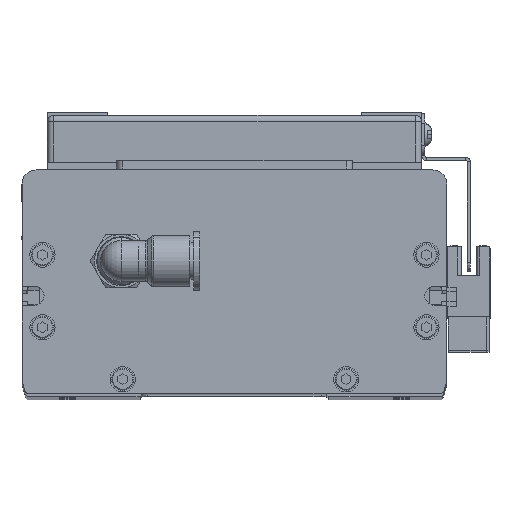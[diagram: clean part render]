
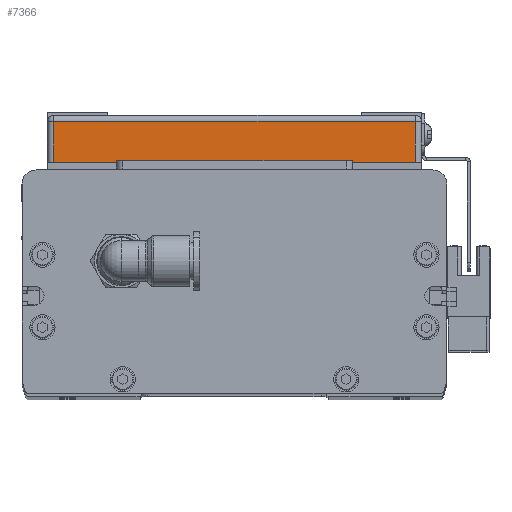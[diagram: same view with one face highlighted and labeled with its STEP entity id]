
A CAD part, top view. The second image highlights one B-rep face of the part: STEP entity #7366.
In plain terms, the highlighted face is planar.
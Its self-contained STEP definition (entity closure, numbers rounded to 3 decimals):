
#1398 = ORIENTED_EDGE ( 'NONE', *, *, #10269, .T. ) ;
#1438 = VECTOR ( 'NONE', #29194, 1000. ) ;
#1800 = CARTESIAN_POINT ( 'NONE',  ( 57.5, -95., 16. ) ) ;
#2064 = CARTESIAN_POINT ( 'NONE',  ( 59.5, -95., 3. ) ) ;
#2360 = LINE ( 'NONE', #7275, #15960 ) ;
#3141 = VECTOR ( 'NONE', #5417, 1000. ) ;
#3208 = EDGE_LOOP ( 'NONE', ( #1398, #22157, #11880, #20001 ) ) ;
#5417 = DIRECTION ( 'NONE',  ( 0., 0., -1. ) ) ;
#7275 = CARTESIAN_POINT ( 'NONE',  ( -59.5, -95., 16. ) ) ;
#7366 = ADVANCED_FACE ( 'NONE', ( #24041 ), #19221, .F. ) ;
#7662 = EDGE_CURVE ( 'NONE', #7686, #27617, #13806, .T. ) ;
#7686 = VERTEX_POINT ( 'NONE', #16204 ) ;
#8064 = CARTESIAN_POINT ( 'NONE',  ( 57.5, -95., 19. ) ) ;
#8494 = LINE ( 'NONE', #10834, #3141 ) ;
#8827 = CARTESIAN_POINT ( 'NONE',  ( -59.5, -95., 19. ) ) ;
#10269 = EDGE_CURVE ( 'NONE', #31539, #28863, #8494, .T. ) ;
#10834 = CARTESIAN_POINT ( 'NONE',  ( -57.5, -95., 19. ) ) ;
#11880 = ORIENTED_EDGE ( 'NONE', *, *, #7662, .T. ) ;
#13806 = LINE ( 'NONE', #8064, #1438 ) ;
#15124 = EDGE_CURVE ( 'NONE', #27617, #31539, #2360, .T. ) ;
#15492 = DIRECTION ( 'NONE',  ( -1., 0., 0. ) ) ;
#15960 = VECTOR ( 'NONE', #15492, 1000. ) ;
#16204 = CARTESIAN_POINT ( 'NONE',  ( 57.5, -95., 3. ) ) ;
#16378 = LINE ( 'NONE', #2064, #22902 ) ;
#19221 = PLANE ( 'NONE',  #29884 ) ;
#20001 = ORIENTED_EDGE ( 'NONE', *, *, #15124, .T. ) ;
#21405 = DIRECTION ( 'NONE',  ( 0., 0., 1. ) ) ;
#22157 = ORIENTED_EDGE ( 'NONE', *, *, #32492, .F. ) ;
#22902 = VECTOR ( 'NONE', #26387, 1000. ) ;
#24041 = FACE_OUTER_BOUND ( 'NONE', #3208, .T. ) ;
#24056 = DIRECTION ( 'NONE',  ( 0., 1., 0. ) ) ;
#26387 = DIRECTION ( 'NONE',  ( -1., 0., 0. ) ) ;
#26998 = CARTESIAN_POINT ( 'NONE',  ( -57.5, -95., 3. ) ) ;
#27617 = VERTEX_POINT ( 'NONE', #1800 ) ;
#28863 = VERTEX_POINT ( 'NONE', #26998 ) ;
#29194 = DIRECTION ( 'NONE',  ( 0., 0., 1. ) ) ;
#29568 = CARTESIAN_POINT ( 'NONE',  ( -57.5, -95., 16. ) ) ;
#29884 = AXIS2_PLACEMENT_3D ( 'NONE', #8827, #24056, #21405 ) ;
#31539 = VERTEX_POINT ( 'NONE', #29568 ) ;
#32492 = EDGE_CURVE ( 'NONE', #7686, #28863, #16378, .T. ) ;
